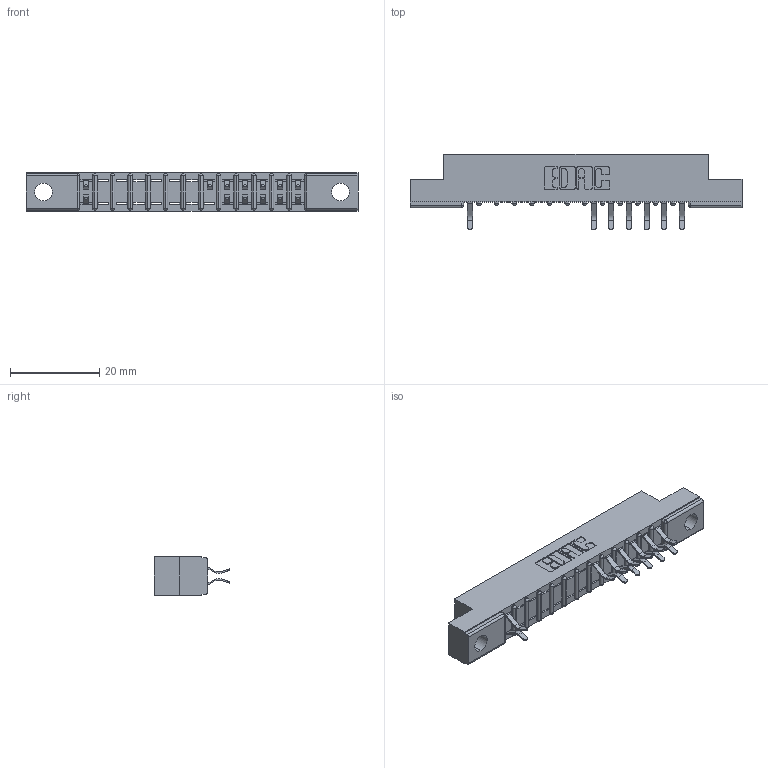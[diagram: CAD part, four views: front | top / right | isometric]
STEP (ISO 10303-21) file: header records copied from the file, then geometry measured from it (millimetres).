
FILE_DESCRIPTION (( 'STEP AP203' ), '1' );
FILE_NAME ('357-026-556-204.STEP', '2018-08-09T03:51:53', ( '' ), ( '' ), 'SwSTEP 2.0', 'SolidWorks 2016', '' );
FILE_SCHEMA (( 'CONFIG_CONTROL_DESIGN' ));
Length unit declared in the file: inch
Products named in the file (3): 307 Part_.156 Dia Mounting Holes; 307-290-001_556; 357-026-556-204
Assembly tree (14 placements, depth 2):
  357-026-556-204
    307 Part_.156 Dia Mounting Holes
    307-290-001_556  x13
Bounding box: 74.52 x 16.97 x 8.71 mm (x, y, z)
Volume: 4599 mm3; surface area: 6535.2 mm2
Topology: 14 solids, 14 shells, 926 faces, 2621 edges, 1690 vertices
Faces by surface type: plane 591, cylinder 307, sphere 28
Entity records: 15242 total; most frequent: CARTESIAN_POINT 2562, ORIENTED_EDGE 2546, DIRECTION 2501, EDGE_CURVE 1273, VECTOR 971, LINE 971, VERTEX_POINT 826, AXIS2_PLACEMENT_3D 765
